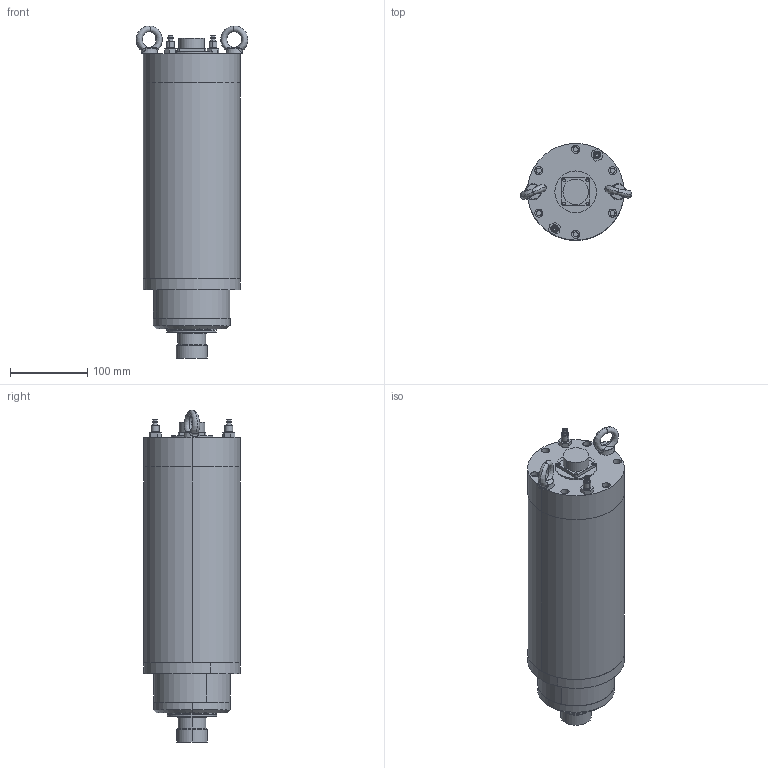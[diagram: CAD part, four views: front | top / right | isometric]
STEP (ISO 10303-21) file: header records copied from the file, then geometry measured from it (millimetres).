
FILE_DESCRIPTION (( 'STEP AP203' ), '1' );
FILE_NAME ('GDK125-30Z-7.5.STEP', '2022-09-19T05:17:04', ( '' ), ( '' ), 'SwSTEP 2.0', 'SolidWorks 2019', '' );
FILE_SCHEMA (( 'CONFIG_CONTROL_DESIGN' ));
Length unit declared in the file: millimetre
Products named in the file (8): GDK125-30Z-7.5-4P前螺母; GDK125-30Z-7.5-4P堤盄釱; 堤盄釱脣芛32x32; GDK125-30Z-7.5-4P儂褲; GDK125-30Z-7.5; 吊环螺钉[GB／T 825-1988][M8-A型]; 阨郲M10; GDK125-30Z-7.5-4P傷裔
Assembly tree (9 placements, depth 2):
  GDK125-30Z-7.5
    GDK125-30Z-7.5-4P儂褲
    GDK125-30Z-7.5-4P堤盄釱
    GDK125-30Z-7.5-4P傷裔
    GDK125-30Z-7.5-4P前螺母
    堤盄釱脣芛32x32
    吊环螺钉[GB／T 825-1988][M8-A型]  x2
    阨郲M10  x2
Bounding box: 144.17 x 125 x 429.1 mm (x, y, z)
Volume: 4165771.7 mm3; surface area: 259456.7 mm2
Topology: 10 solids, 10 shells, 273 faces, 610 edges, 380 vertices
Faces by surface type: cylinder 132, plane 73, bspline 36, cone 24, torus 8
Entity records: 10343 total; most frequent: CARTESIAN_POINT 4606, DIRECTION 1092, ORIENTED_EDGE 924, AXIS2_PLACEMENT_3D 465, EDGE_CURVE 462, VERTEX_POINT 299, EDGE_LOOP 281, CIRCLE 258
